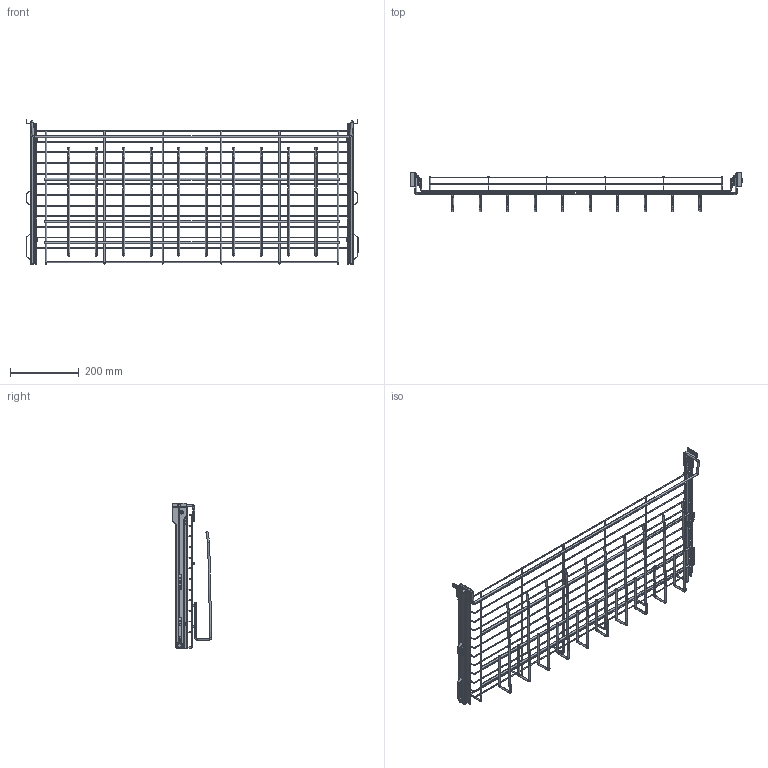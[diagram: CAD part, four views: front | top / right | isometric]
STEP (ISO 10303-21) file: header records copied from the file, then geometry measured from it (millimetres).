
FILE_DESCRIPTION (( 'STEP AP203' ), '1' );
FILE_NAME ('LM 654.STEP', '2023-02-22T13:11:12', ( '' ), ( '' ), 'SwSTEP 2.0', 'SolidWorks 2021', '' );
FILE_SCHEMA (( 'CONFIG_CONTROL_DESIGN' ));
Length unit declared in the file: millimetre
Products named in the file (14): 10361; 10360; 10364_MirrorDefault; 10027_MirrorDefault; 10361_MirrorDefault; 10360_MirrorDefault; 10364; 10027; LM 654; 10026_MirrorDefault; 10365_MirrorDefault; 11973_Default<As Machined>; 10026; 10365
Assembly tree (17 placements, depth 3):
  LM 654
    11973_Default<As Machined>
    10361
      10360
      10026
      10027
    10361_MirrorDefault
      10360_MirrorDefault
      10026_MirrorDefault
      10027_MirrorDefault
    10365
      10364
      10026
      10027
    10365_MirrorDefault
      10364_MirrorDefault
      10026_MirrorDefault
      10027_MirrorDefault
Bounding box: 966.4 x 115.51 x 424.83 mm (x, y, z)
Volume: 444281.5 mm3; surface area: 470000.5 mm2
Topology: 58 solids, 58 shells, 1254 faces, 2906 edges, 1776 vertices
Faces by surface type: cylinder 552, plane 446, torus 218, cone 28, bspline 10
Entity records: 33666 total; most frequent: CARTESIAN_POINT 6108, DIRECTION 5886, ORIENTED_EDGE 5176, EDGE_CURVE 2588, AXIS2_PLACEMENT_3D 2320, VERTEX_POINT 1580, VECTOR 1246, LINE 1246
